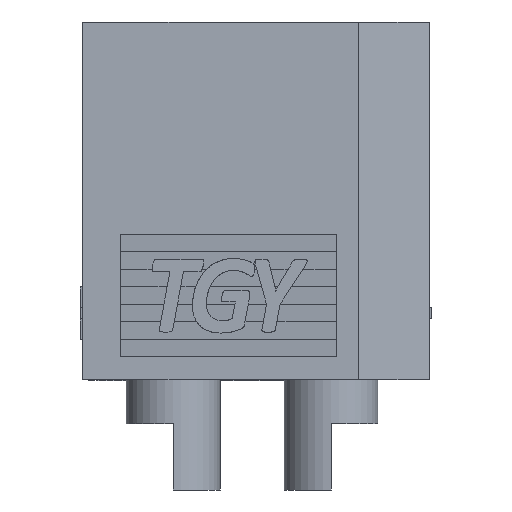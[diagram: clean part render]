
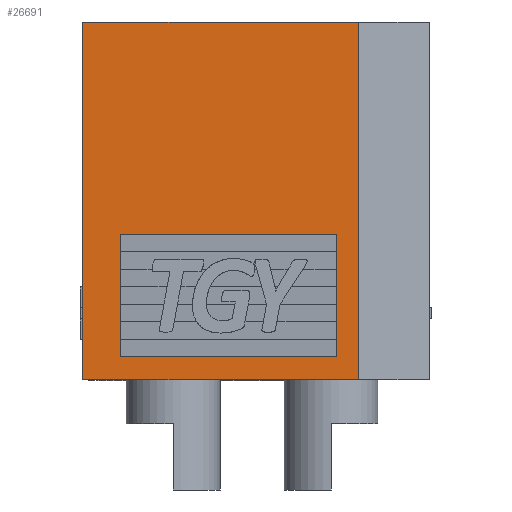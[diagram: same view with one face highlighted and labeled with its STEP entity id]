
A CAD part, front view. The second image highlights one B-rep face of the part: STEP entity #26691.
In plain terms, the highlighted planar face has unit normal (0, -1, 0).
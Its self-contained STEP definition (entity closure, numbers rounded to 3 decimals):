
#419=DIRECTION('',(1.,0.,0.));
#420=VECTOR('',#419,12.5);
#421=CARTESIAN_POINT('',(0.,-4.075,0.));
#422=LINE('',#421,#420);
#475=DIRECTION('',(-1.,0.,0.));
#476=VECTOR('',#475,12.5);
#477=CARTESIAN_POINT('',(12.5,-4.075,-16.2));
#478=LINE('',#477,#476);
#4950=DIRECTION('',(0.,0.,1.));
#4951=VECTOR('',#4950,16.2);
#4952=CARTESIAN_POINT('',(0.,-4.075,-16.2));
#4953=LINE('',#4952,#4951);
#4957=DIRECTION('',(0.,0.,-1.));
#4958=VECTOR('',#4957,16.2);
#4959=CARTESIAN_POINT('',(12.5,-4.075,0.));
#4960=LINE('',#4959,#4958);
#5062=DIRECTION('',(1.,0.,0.));
#5063=VECTOR('',#5062,9.8);
#5064=CARTESIAN_POINT('',(1.7,-4.075,-15.15));
#5065=LINE('',#5064,#5063);
#5069=DIRECTION('',(0.,0.,1.));
#5070=VECTOR('',#5069,5.53);
#5071=CARTESIAN_POINT('',(11.5,-4.075,-15.15));
#5072=LINE('',#5071,#5070);
#5286=DIRECTION('',(0.,0.,-1.));
#5287=VECTOR('',#5286,5.53);
#5288=CARTESIAN_POINT('',(1.7,-4.075,-9.62));
#5289=LINE('',#5288,#5287);
#5300=DIRECTION('',(-1.,0.,0.));
#5301=VECTOR('',#5300,9.8);
#5302=CARTESIAN_POINT('',(11.5,-4.075,-9.62));
#5303=LINE('',#5302,#5301);
#21621=CARTESIAN_POINT('',(11.5,-4.075,-15.15));
#21622=CARTESIAN_POINT('',(11.5,-4.075,-9.62));
#21623=VERTEX_POINT('',#21621);
#21624=VERTEX_POINT('',#21622);
#22015=CARTESIAN_POINT('',(0.,-4.075,0.));
#22017=VERTEX_POINT('',#22015);
#22043=CARTESIAN_POINT('',(12.5,-4.075,0.));
#22045=VERTEX_POINT('',#22043);
#22250=CARTESIAN_POINT('',(1.7,-4.075,-9.62));
#22252=VERTEX_POINT('',#22250);
#22326=CARTESIAN_POINT('',(1.7,-4.075,-15.15));
#22327=VERTEX_POINT('',#22326);
#22347=CARTESIAN_POINT('',(12.5,-4.075,-16.2));
#22348=CARTESIAN_POINT('',(0.,-4.075,-16.2));
#22349=VERTEX_POINT('',#22347);
#22350=VERTEX_POINT('',#22348);
#26669=CARTESIAN_POINT('',(0.,-4.075,-16.2));
#26670=DIRECTION('',(0.,-1.,0.));
#26671=DIRECTION('',(1.,0.,0.));
#26672=AXIS2_PLACEMENT_3D('',#26669,#26670,#26671);
#26673=PLANE('',#26672);
#26674=ORIENTED_EDGE('',*,*,#25133,.T.);
#26675=ORIENTED_EDGE('',*,*,#26638,.T.);
#26676=ORIENTED_EDGE('',*,*,#25092,.T.);
#26678=ORIENTED_EDGE('',*,*,#26677,.T.);
#26679=EDGE_LOOP('',(#26674,#26675,#26676,#26678));
#26680=FACE_OUTER_BOUND('',#26679,.F.);
#26682=ORIENTED_EDGE('',*,*,#26681,.T.);
#26684=ORIENTED_EDGE('',*,*,#26683,.T.);
#26686=ORIENTED_EDGE('',*,*,#26685,.T.);
#26688=ORIENTED_EDGE('',*,*,#26687,.T.);
#26689=EDGE_LOOP('',(#26682,#26684,#26686,#26688));
#26690=FACE_BOUND('',#26689,.F.);
#25092=EDGE_CURVE('',#22017,#22045,#422,.T.);
#25133=EDGE_CURVE('',#22349,#22350,#478,.T.);
#26638=EDGE_CURVE('',#22350,#22017,#4953,.T.);
#26677=EDGE_CURVE('',#22045,#22349,#4960,.T.);
#26681=EDGE_CURVE('',#22327,#21623,#5065,.T.);
#26683=EDGE_CURVE('',#21623,#21624,#5072,.T.);
#26685=EDGE_CURVE('',#21624,#22252,#5303,.T.);
#26687=EDGE_CURVE('',#22252,#22327,#5289,.T.);
#26691=ADVANCED_FACE('',(#26680,#26690),#26673,.T.);
